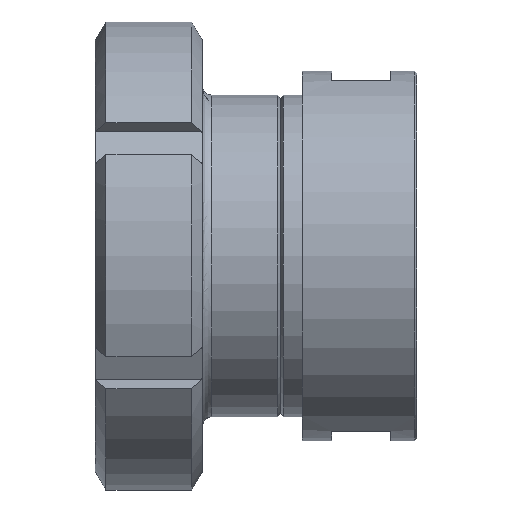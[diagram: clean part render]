
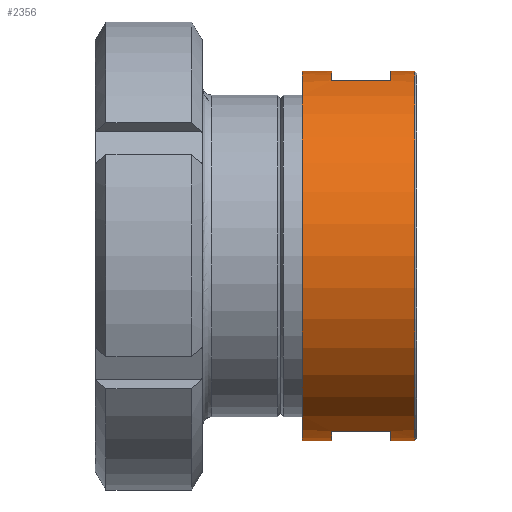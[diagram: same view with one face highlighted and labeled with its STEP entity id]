
A CAD part, top view. The second image highlights one B-rep face of the part: STEP entity #2356.
In plain terms, the highlighted cylindrical face has radius 50 mm (diameter 100 mm), a full revolution.
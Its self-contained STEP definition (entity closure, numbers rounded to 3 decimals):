
#2138=CARTESIAN_POINT('',(-30.,-47.5,-15.612));
#2139=VERTEX_POINT('',#2138);
#2140=CARTESIAN_POINT('',(-30.,-47.5,15.612));
#2141=VERTEX_POINT('',#2140);
#2142=CARTESIAN_POINT('',(-30.,0.0,0.0));
#2143=DIRECTION('',(-1.0,0.0,0.0));
#2144=DIRECTION('',(0.0,1.0,0.0));
#2145=AXIS2_PLACEMENT_3D('',#2142,#2143,#2144);
#2146=CIRCLE('',#2145,50.0);
#2147=EDGE_CURVE('',#2139,#2141,#2146,.T.);
#2163=CARTESIAN_POINT('',(-14.,-47.5,15.612));
#2164=VERTEX_POINT('',#2163);
#2165=CARTESIAN_POINT('',(-14.,-47.5,-15.612));
#2166=VERTEX_POINT('',#2165);
#2167=CARTESIAN_POINT('',(-14.,0.0,0.0));
#2168=DIRECTION('',(1.0,0.0,0.0));
#2169=DIRECTION('',(0.0,1.0,0.0));
#2170=AXIS2_PLACEMENT_3D('',#2167,#2168,#2169);
#2171=CIRCLE('',#2170,50.0);
#2172=EDGE_CURVE('',#2164,#2166,#2171,.T.);
#2188=CARTESIAN_POINT('',(-30.,-47.5,15.612));
#2189=DIRECTION('',(1.0,0.0,0.0));
#2190=VECTOR('',#2189,16.);
#2191=LINE('',#2188,#2190);
#2192=EDGE_CURVE('',#2141,#2164,#2191,.T.);
#2195=CARTESIAN_POINT('',(-14.,-47.5,-15.612));
#2196=DIRECTION('',(-1.0,0.0,0.0));
#2197=VECTOR('',#2196,16.);
#2198=LINE('',#2195,#2197);
#2199=EDGE_CURVE('',#2166,#2139,#2198,.T.);
#2210=CARTESIAN_POINT('',(-30.,47.5,15.612));
#2211=VERTEX_POINT('',#2210);
#2212=CARTESIAN_POINT('',(-30.,47.5,-15.612));
#2213=VERTEX_POINT('',#2212);
#2214=CARTESIAN_POINT('',(-30.,0.0,0.0));
#2215=DIRECTION('',(-1.0,0.0,0.0));
#2216=DIRECTION('',(0.0,1.0,0.0));
#2217=AXIS2_PLACEMENT_3D('',#2214,#2215,#2216);
#2218=CIRCLE('',#2217,50.0);
#2219=EDGE_CURVE('',#2211,#2213,#2218,.T.);
#2235=CARTESIAN_POINT('',(-14.,47.5,-15.612));
#2236=VERTEX_POINT('',#2235);
#2237=CARTESIAN_POINT('',(-14.,47.5,15.612));
#2238=VERTEX_POINT('',#2237);
#2239=CARTESIAN_POINT('',(-14.,0.0,0.0));
#2240=DIRECTION('',(1.0,0.0,0.0));
#2241=DIRECTION('',(0.0,1.0,0.0));
#2242=AXIS2_PLACEMENT_3D('',#2239,#2240,#2241);
#2243=CIRCLE('',#2242,50.0);
#2244=EDGE_CURVE('',#2236,#2238,#2243,.T.);
#2260=CARTESIAN_POINT('',(-14.,47.5,15.612));
#2261=DIRECTION('',(-1.0,0.0,0.0));
#2262=VECTOR('',#2261,16.);
#2263=LINE('',#2260,#2262);
#2264=EDGE_CURVE('',#2238,#2211,#2263,.T.);
#2267=CARTESIAN_POINT('',(-30.,47.5,-15.612));
#2268=DIRECTION('',(1.0,0.0,0.0));
#2269=VECTOR('',#2268,16.);
#2270=LINE('',#2267,#2269);
#2271=EDGE_CURVE('',#2213,#2236,#2270,.T.);
#2293=CARTESIAN_POINT('',(-36.5,50.0,0.));
#2294=VERTEX_POINT('',#2293);
#2295=CARTESIAN_POINT('',(-36.5,0.0,0.0));
#2296=DIRECTION('',(-1.0,0.0,0.0));
#2297=DIRECTION('',(0.0,-1.0,0.0));
#2298=AXIS2_PLACEMENT_3D('',#2295,#2296,#2297);
#2299=CIRCLE('',#2298,50.0);
#2300=EDGE_CURVE('',#2294,#2294,#2299,.T.);
#2325=CARTESIAN_POINT('',(-21.5,0.0,0.0));
#2326=DIRECTION('',(1.0,0.0,0.0));
#2327=DIRECTION('',(0.0,1.0,0.0));
#2328=AXIS2_PLACEMENT_3D('',#2325,#2326,#2327);
#2329=CYLINDRICAL_SURFACE('',#2328,50.0);
#2330=CARTESIAN_POINT('',(-6.,50.0,0.0));
#2331=VERTEX_POINT('',#2330);
#2332=CARTESIAN_POINT('',(-6.,0.0,0.0));
#2333=DIRECTION('',(1.0,0.0,0.0));
#2334=DIRECTION('',(0.0,1.0,0.0));
#2335=AXIS2_PLACEMENT_3D('',#2332,#2333,#2334);
#2336=CIRCLE('',#2335,50.0);
#2337=EDGE_CURVE('',#2331,#2331,#2336,.T.);
#2338=ORIENTED_EDGE('',*,*,#2337,.F.);
#2339=EDGE_LOOP('',(#2338));
#2340=FACE_OUTER_BOUND('',#2339,.T.);
#2341=ORIENTED_EDGE('',*,*,#2172,.T.);
#2342=ORIENTED_EDGE('',*,*,#2199,.T.);
#2343=ORIENTED_EDGE('',*,*,#2147,.T.);
#2344=ORIENTED_EDGE('',*,*,#2192,.T.);
#2345=EDGE_LOOP('',(#2341,#2342,#2343,#2344));
#2346=FACE_BOUND('',#2345,.T.);
#2347=ORIENTED_EDGE('',*,*,#2244,.T.);
#2348=ORIENTED_EDGE('',*,*,#2264,.T.);
#2349=ORIENTED_EDGE('',*,*,#2219,.T.);
#2350=ORIENTED_EDGE('',*,*,#2271,.T.);
#2351=EDGE_LOOP('',(#2347,#2348,#2349,#2350));
#2352=FACE_BOUND('',#2351,.T.);
#2353=ORIENTED_EDGE('',*,*,#2300,.F.);
#2354=EDGE_LOOP('',(#2353));
#2355=FACE_BOUND('',#2354,.T.);
#2356=ADVANCED_FACE('',(#2340,#2346,#2352,#2355),#2329,.T.);
